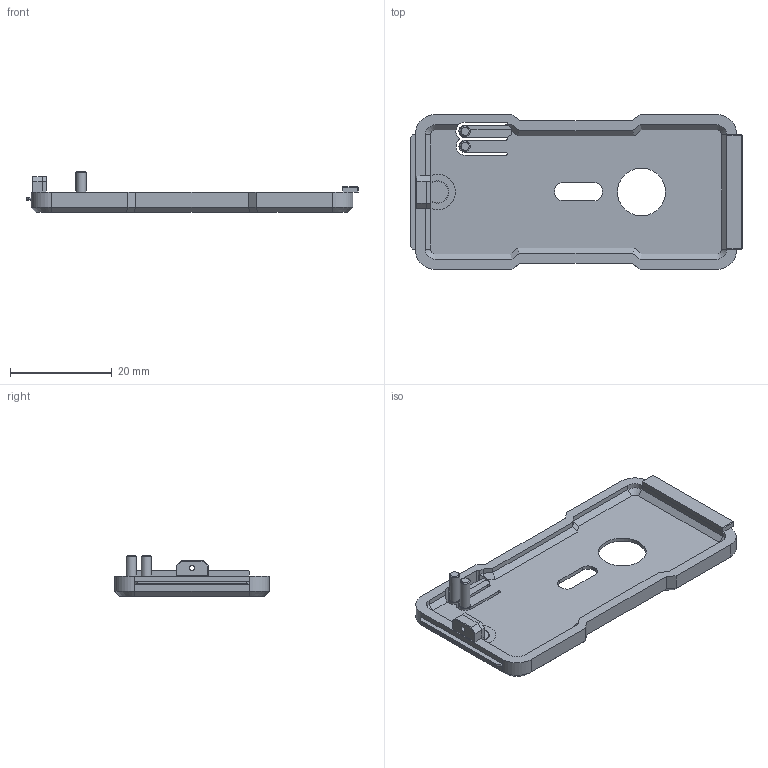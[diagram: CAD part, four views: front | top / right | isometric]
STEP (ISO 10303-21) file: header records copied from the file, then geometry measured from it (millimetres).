
FILE_DESCRIPTION(('FreeCAD Model'),'2;1');
FILE_NAME('Open CASCADE Shape Model','2024-12-20T08:23:01',('Author'),( ''),'Open CASCADE STEP processor 7.6','FreeCAD','Unknown');
FILE_SCHEMA(('AUTOMOTIVE_DESIGN { 1 0 10303 214 1 1 1 1 }'));
Length unit declared in the file: millimetre
Products named in the file (1): Pocket003
Bounding box: 65.12 x 30.4 x 8 mm (x, y, z)
Volume: 3136.5 mm3; surface area: 4899 mm2
Topology: 1 solids, 3 shells, 222 faces, 550 edges, 340 vertices
Faces by surface type: plane 165, cylinder 38, cone 10, bspline 9
Full cylindrical faces by diameter (mm): 0.2 x2, 1 x2, 2 x4, 9.4 x1
Entity records: 8017 total; most frequent: CARTESIAN_POINT 2724, ORIENTED_EDGE 1100, DIRECTION 1063, EDGE_CURVE 550, LINE 425, VECTOR 425, VERTEX_POINT 340, AXIS2_PLACEMENT_3D 319
